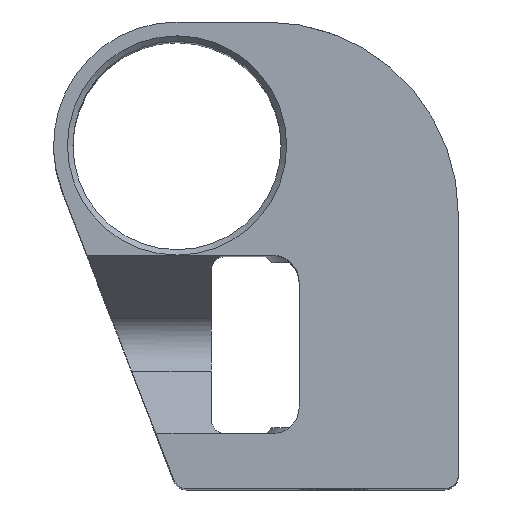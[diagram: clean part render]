
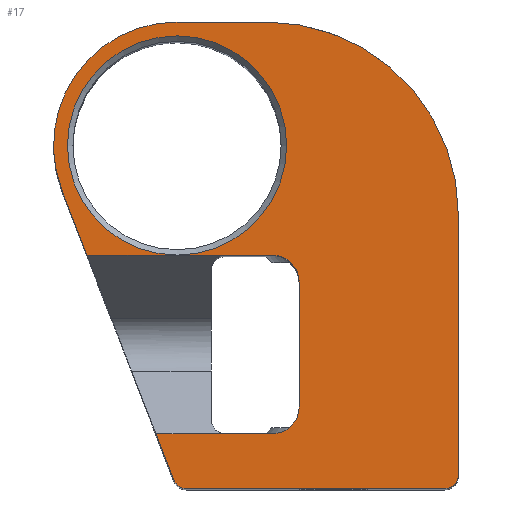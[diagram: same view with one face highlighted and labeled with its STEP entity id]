
A CAD part, top view. The second image highlights one B-rep face of the part: STEP entity #17.
In plain terms, the highlighted planar face has unit normal (0, 0, 1).
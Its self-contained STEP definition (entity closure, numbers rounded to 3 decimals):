
#17 = ADVANCED_FACE('',(#18,#178),#189,.F.);
#18 = FACE_BOUND('',#19,.T.);
#19 = EDGE_LOOP('',(#20,#30,#38,#46,#54,#63,#71,#80,#88,#97,#105,#114,
    #122,#130,#138,#146,#154,#163,#171));
#20 = ORIENTED_EDGE('',*,*,#21,.F.);
#21 = EDGE_CURVE('',#22,#24,#26,.T.);
#22 = VERTEX_POINT('',#23);
#23 = CARTESIAN_POINT('',(3.5,-21.,0.));
#24 = VERTEX_POINT('',#25);
#25 = CARTESIAN_POINT('',(6.95,-21.,0.));
#26 = LINE('',#27,#28);
#27 = CARTESIAN_POINT('',(2.5,-21.,0.));
#28 = VECTOR('',#29,1.);
#29 = DIRECTION('',(1.,0.,0.));
#30 = ORIENTED_EDGE('',*,*,#31,.T.);
#31 = EDGE_CURVE('',#22,#32,#34,.T.);
#32 = VERTEX_POINT('',#33);
#33 = CARTESIAN_POINT('',(2.5,-21.,0.));
#34 = LINE('',#35,#36);
#35 = CARTESIAN_POINT('',(2.5,-21.,0.));
#36 = VECTOR('',#37,1.);
#37 = DIRECTION('',(-1.,0.,0.));
#38 = ORIENTED_EDGE('',*,*,#39,.T.);
#39 = EDGE_CURVE('',#32,#40,#42,.T.);
#40 = VERTEX_POINT('',#41);
#41 = CARTESIAN_POINT('',(-1.543,-21.,0.));
#42 = LINE('',#43,#44);
#43 = CARTESIAN_POINT('',(2.5,-21.,0.));
#44 = VECTOR('',#45,1.);
#45 = DIRECTION('',(-1.,0.,0.));
#46 = ORIENTED_EDGE('',*,*,#47,.F.);
#47 = EDGE_CURVE('',#48,#40,#50,.T.);
#48 = VERTEX_POINT('',#49);
#49 = CARTESIAN_POINT('',(-0.247,-24.36,0.));
#50 = LINE('',#51,#52);
#51 = CARTESIAN_POINT('',(0.,-25.,0.));
#52 = VECTOR('',#53,1.);
#53 = DIRECTION('',(-0.36,0.933,0.));
#54 = ORIENTED_EDGE('',*,*,#55,.F.);
#55 = EDGE_CURVE('',#56,#48,#58,.T.);
#56 = VERTEX_POINT('',#57);
#57 = CARTESIAN_POINT('',(0.686,-25.,0.));
#58 = CIRCLE('',#59,1.);
#59 = AXIS2_PLACEMENT_3D('',#60,#61,#62);
#60 = CARTESIAN_POINT('',(0.686,-24.,0.));
#61 = DIRECTION('',(0.,0.,-1.));
#62 = DIRECTION('',(-0.,-1.,-0.));
#63 = ORIENTED_EDGE('',*,*,#64,.F.);
#64 = EDGE_CURVE('',#65,#56,#67,.T.);
#65 = VERTEX_POINT('',#66);
#66 = CARTESIAN_POINT('',(19.5,-25.,0.));
#67 = LINE('',#68,#69);
#68 = CARTESIAN_POINT('',(20.5,-25.,0.));
#69 = VECTOR('',#70,1.);
#70 = DIRECTION('',(-1.,-0.,-0.));
#71 = ORIENTED_EDGE('',*,*,#72,.F.);
#72 = EDGE_CURVE('',#73,#65,#75,.T.);
#73 = VERTEX_POINT('',#74);
#74 = CARTESIAN_POINT('',(20.5,-24.,0.));
#75 = CIRCLE('',#76,1.);
#76 = AXIS2_PLACEMENT_3D('',#77,#78,#79);
#77 = CARTESIAN_POINT('',(19.5,-24.,0.));
#78 = DIRECTION('',(0.,0.,-1.));
#79 = DIRECTION('',(-0.,-1.,-0.));
#80 = ORIENTED_EDGE('',*,*,#81,.F.);
#81 = EDGE_CURVE('',#82,#73,#84,.T.);
#82 = VERTEX_POINT('',#83);
#83 = CARTESIAN_POINT('',(20.5,-5.,0.));
#84 = LINE('',#85,#86);
#85 = CARTESIAN_POINT('',(20.5,-5.,0.));
#86 = VECTOR('',#87,1.);
#87 = DIRECTION('',(-0.,-1.,-0.));
#88 = ORIENTED_EDGE('',*,*,#89,.T.);
#89 = EDGE_CURVE('',#82,#90,#92,.T.);
#90 = VERTEX_POINT('',#91);
#91 = CARTESIAN_POINT('',(6.5,9.,0.));
#92 = CIRCLE('',#93,14.);
#93 = AXIS2_PLACEMENT_3D('',#94,#95,#96);
#94 = CARTESIAN_POINT('',(6.5,-5.,0.));
#95 = DIRECTION('',(0.,0.,1.));
#96 = DIRECTION('',(1.,0.,0.));
#97 = ORIENTED_EDGE('',*,*,#98,.F.);
#98 = EDGE_CURVE('',#99,#90,#101,.T.);
#99 = VERTEX_POINT('',#100);
#100 = CARTESIAN_POINT('',(0.,9.,0.));
#101 = LINE('',#102,#103);
#102 = CARTESIAN_POINT('',(0.,9.,0.));
#103 = VECTOR('',#104,1.);
#104 = DIRECTION('',(1.,0.,0.));
#105 = ORIENTED_EDGE('',*,*,#106,.T.);
#106 = EDGE_CURVE('',#99,#107,#109,.T.);
#107 = VERTEX_POINT('',#108);
#108 = CARTESIAN_POINT('',(-8.397,-3.24,0.));
#109 = CIRCLE('',#110,9.);
#110 = AXIS2_PLACEMENT_3D('',#111,#112,#113);
#111 = CARTESIAN_POINT('',(0.,0.,0.));
#112 = DIRECTION('',(0.,0.,1.));
#113 = DIRECTION('',(1.,0.,0.));
#114 = ORIENTED_EDGE('',*,*,#115,.F.);
#115 = EDGE_CURVE('',#116,#107,#118,.T.);
#116 = VERTEX_POINT('',#117);
#117 = CARTESIAN_POINT('',(-6.5,-8.155,0.));
#118 = LINE('',#119,#120);
#119 = CARTESIAN_POINT('',(0.,-25.,0.));
#120 = VECTOR('',#121,1.);
#121 = DIRECTION('',(-0.36,0.933,0.));
#122 = ORIENTED_EDGE('',*,*,#123,.T.);
#123 = EDGE_CURVE('',#116,#124,#126,.T.);
#124 = VERTEX_POINT('',#125);
#125 = CARTESIAN_POINT('',(-6.5,-8.,0.));
#126 = LINE('',#127,#128);
#127 = CARTESIAN_POINT('',(-6.5,-21.,0.));
#128 = VECTOR('',#129,1.);
#129 = DIRECTION('',(0.,1.,0.));
#130 = ORIENTED_EDGE('',*,*,#131,.F.);
#131 = EDGE_CURVE('',#132,#124,#134,.T.);
#132 = VERTEX_POINT('',#133);
#133 = CARTESIAN_POINT('',(2.5,-8.,0.));
#134 = LINE('',#135,#136);
#135 = CARTESIAN_POINT('',(2.5,-8.,0.));
#136 = VECTOR('',#137,1.);
#137 = DIRECTION('',(-1.,0.,0.));
#138 = ORIENTED_EDGE('',*,*,#139,.F.);
#139 = EDGE_CURVE('',#140,#132,#142,.T.);
#140 = VERTEX_POINT('',#141);
#141 = CARTESIAN_POINT('',(3.5,-8.,0.));
#142 = LINE('',#143,#144);
#143 = CARTESIAN_POINT('',(2.5,-8.,0.));
#144 = VECTOR('',#145,1.);
#145 = DIRECTION('',(-1.,0.,0.));
#146 = ORIENTED_EDGE('',*,*,#147,.F.);
#147 = EDGE_CURVE('',#148,#140,#150,.T.);
#148 = VERTEX_POINT('',#149);
#149 = CARTESIAN_POINT('',(6.95,-8.,0.));
#150 = LINE('',#151,#152);
#151 = CARTESIAN_POINT('',(8.9,-8.,0.));
#152 = VECTOR('',#153,1.);
#153 = DIRECTION('',(-1.,-0.,-0.));
#154 = ORIENTED_EDGE('',*,*,#155,.F.);
#155 = EDGE_CURVE('',#156,#148,#158,.T.);
#156 = VERTEX_POINT('',#157);
#157 = CARTESIAN_POINT('',(8.9,-9.95,0.));
#158 = CIRCLE('',#159,1.95);
#159 = AXIS2_PLACEMENT_3D('',#160,#161,#162);
#160 = CARTESIAN_POINT('',(6.95,-9.95,0.));
#161 = DIRECTION('',(0.,-0.,1.));
#162 = DIRECTION('',(-0.,-1.,-0.));
#163 = ORIENTED_EDGE('',*,*,#164,.F.);
#164 = EDGE_CURVE('',#165,#156,#167,.T.);
#165 = VERTEX_POINT('',#166);
#166 = CARTESIAN_POINT('',(8.9,-19.05,0.));
#167 = LINE('',#168,#169);
#168 = CARTESIAN_POINT('',(8.9,-21.,0.));
#169 = VECTOR('',#170,1.);
#170 = DIRECTION('',(0.,1.,0.));
#171 = ORIENTED_EDGE('',*,*,#172,.F.);
#172 = EDGE_CURVE('',#24,#165,#173,.T.);
#173 = CIRCLE('',#174,1.95);
#174 = AXIS2_PLACEMENT_3D('',#175,#176,#177);
#175 = CARTESIAN_POINT('',(6.95,-19.05,0.));
#176 = DIRECTION('',(0.,-0.,1.));
#177 = DIRECTION('',(-0.,-1.,-0.));
#178 = FACE_BOUND('',#179,.T.);
#179 = EDGE_LOOP('',(#180));
#180 = ORIENTED_EDGE('',*,*,#181,.F.);
#181 = EDGE_CURVE('',#182,#182,#184,.T.);
#182 = VERTEX_POINT('',#183);
#183 = CARTESIAN_POINT('',(7.988,0.,0.));
#184 = CIRCLE('',#185,7.988);
#185 = AXIS2_PLACEMENT_3D('',#186,#187,#188);
#186 = CARTESIAN_POINT('',(0.,0.,0.));
#187 = DIRECTION('',(0.,0.,1.));
#188 = DIRECTION('',(1.,0.,0.));
#189 = PLANE('',#190);
#190 = AXIS2_PLACEMENT_3D('',#191,#192,#193);
#191 = CARTESIAN_POINT('',(5.285,-7.969,0.));
#192 = DIRECTION('',(-0.,-0.,-1.));
#193 = DIRECTION('',(-1.,0.,0.));
